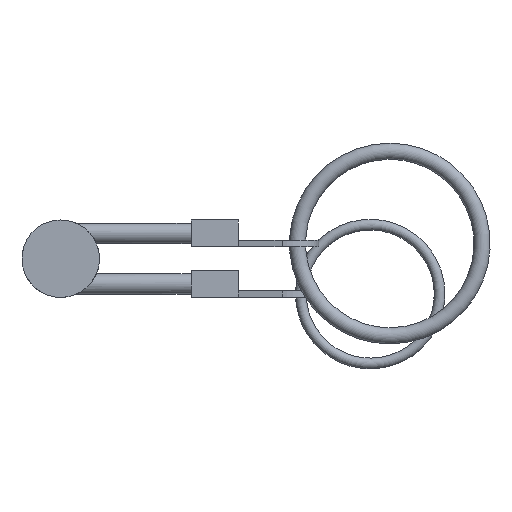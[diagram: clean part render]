
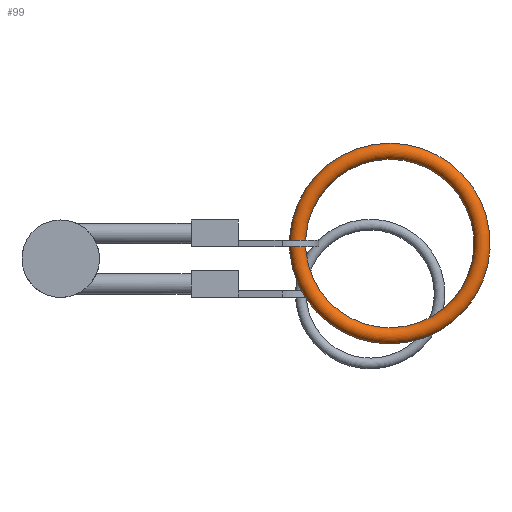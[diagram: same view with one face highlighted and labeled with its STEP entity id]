
A CAD part, left-side view. The second image highlights one B-rep face of the part: STEP entity #99.
In plain terms, the highlighted toroidal (fillet/blend) face has major radius 13.7 mm and minor radius 1.2 mm.
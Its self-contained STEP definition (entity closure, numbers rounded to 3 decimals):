
#99 = ADVANCED_FACE( '', ( #205, #206 ), #207, .T. );
#205 = FACE_BOUND( '', #310, .T. );
#206 = FACE_BOUND( '', #311, .T. );
#207 = TOROIDAL_SURFACE( '', #312, 13.7, 1.2 );
#310 = VERTEX_LOOP( '', #528 );
#311 = EDGE_LOOP( '', ( #529, #530, #531, #532 ) );
#312 = AXIS2_PLACEMENT_3D( '', #533, #534, #535 );
#528 = VERTEX_POINT( '', #656 );
#529 = ORIENTED_EDGE( '', *, *, #657, .T. );
#530 = ORIENTED_EDGE( '', *, *, #658, .T. );
#531 = ORIENTED_EDGE( '', *, *, #630, .F. );
#532 = ORIENTED_EDGE( '', *, *, #659, .T. );
#533 = CARTESIAN_POINT( '', ( 0., -48.86, -1.5 ) );
#534 = DIRECTION( '', ( 1., 0., 0. ) );
#535 = DIRECTION( '', ( 0., 0., -1. ) );
#630 = EDGE_CURVE( '', #755, #754, #757, .T. );
#656 = CARTESIAN_POINT( '', ( 0., -48.86, -16.4 ) );
#657 = EDGE_CURVE( '', #786, #787, #788, .T. );
#658 = EDGE_CURVE( '', #787, #754, #789, .T. );
#659 = EDGE_CURVE( '', #755, #786, #790, .T. );
#754 = VERTEX_POINT( '', #1026 );
#755 = VERTEX_POINT( '', #1027 );
#757 = B_SPLINE_CURVE_WITH_KNOTS( '', 3, ( #1029, #1030, #1031, #1032, #1033, #1034 ), .UNSPECIFIED., .F., .F., ( 4, 2, 4 ), ( 0., 0., 0.001 ), .UNSPECIFIED. );
#786 = VERTEX_POINT( '', #1076 );
#787 = VERTEX_POINT( '', #1077 );
#788 = B_SPLINE_CURVE_WITH_KNOTS( '', 3, ( #1078, #1079, #1080, #1081, #1082, #1083 ), .UNSPECIFIED., .F., .F., ( 4, 2, 4 ), ( 0., 0., 0.001 ), .UNSPECIFIED. );
#789 = B_SPLINE_CURVE_WITH_KNOTS( '', 3, ( #1084, #1085, #1086, #1087, #1088, #1089 ), .UNSPECIFIED., .F., .F., ( 4, 2, 4 ), ( 0., 0.001, 0.001 ), .UNSPECIFIED. );
#790 = B_SPLINE_CURVE_WITH_KNOTS( '', 3, ( #1090, #1091, #1092, #1093, #1094, #1095 ), .UNSPECIFIED., .F., .F., ( 4, 2, 4 ), ( 0., 0.001, 0.001 ), .UNSPECIFIED. );
#1026 = CARTESIAN_POINT( '', ( 0.295, -36.333, -2. ) );
#1027 = CARTESIAN_POINT( '', ( -0.295, -36.333, -2. ) );
#1029 = CARTESIAN_POINT( '', ( -0.295, -36.333, -2. ) );
#1030 = CARTESIAN_POINT( '', ( -0.199, -36.358, -2. ) );
#1031 = CARTESIAN_POINT( '', ( -0.099, -36.37, -2. ) );
#1032 = CARTESIAN_POINT( '', ( 0.1, -36.37, -2. ) );
#1033 = CARTESIAN_POINT( '', ( 0.198, -36.358, -2. ) );
#1034 = CARTESIAN_POINT( '', ( 0.295, -36.333, -2. ) );
#1076 = CARTESIAN_POINT( '', ( -0.295, -36.333, -1. ) );
#1077 = CARTESIAN_POINT( '', ( 0.295, -36.333, -1. ) );
#1078 = CARTESIAN_POINT( '', ( -0.295, -36.333, -1. ) );
#1079 = CARTESIAN_POINT( '', ( -0.199, -36.358, -1. ) );
#1080 = CARTESIAN_POINT( '', ( -0.099, -36.37, -1. ) );
#1081 = CARTESIAN_POINT( '', ( 0.1, -36.37, -1. ) );
#1082 = CARTESIAN_POINT( '', ( 0.198, -36.358, -1. ) );
#1083 = CARTESIAN_POINT( '', ( 0.295, -36.333, -1. ) );
#1084 = CARTESIAN_POINT( '', ( 0.295, -36.333, -1. ) );
#1085 = CARTESIAN_POINT( '', ( 0.248, -36.339, -1.163 ) );
#1086 = CARTESIAN_POINT( '', ( 0.21, -36.342, -1.328 ) );
#1087 = CARTESIAN_POINT( '', ( 0.21, -36.342, -1.67 ) );
#1088 = CARTESIAN_POINT( '', ( 0.248, -36.339, -1.836 ) );
#1089 = CARTESIAN_POINT( '', ( 0.295, -36.333, -2. ) );
#1090 = CARTESIAN_POINT( '', ( -0.295, -36.333, -2. ) );
#1091 = CARTESIAN_POINT( '', ( -0.248, -36.339, -1.837 ) );
#1092 = CARTESIAN_POINT( '', ( -0.21, -36.342, -1.672 ) );
#1093 = CARTESIAN_POINT( '', ( -0.21, -36.342, -1.33 ) );
#1094 = CARTESIAN_POINT( '', ( -0.248, -36.339, -1.164 ) );
#1095 = CARTESIAN_POINT( '', ( -0.295, -36.333, -1. ) );
